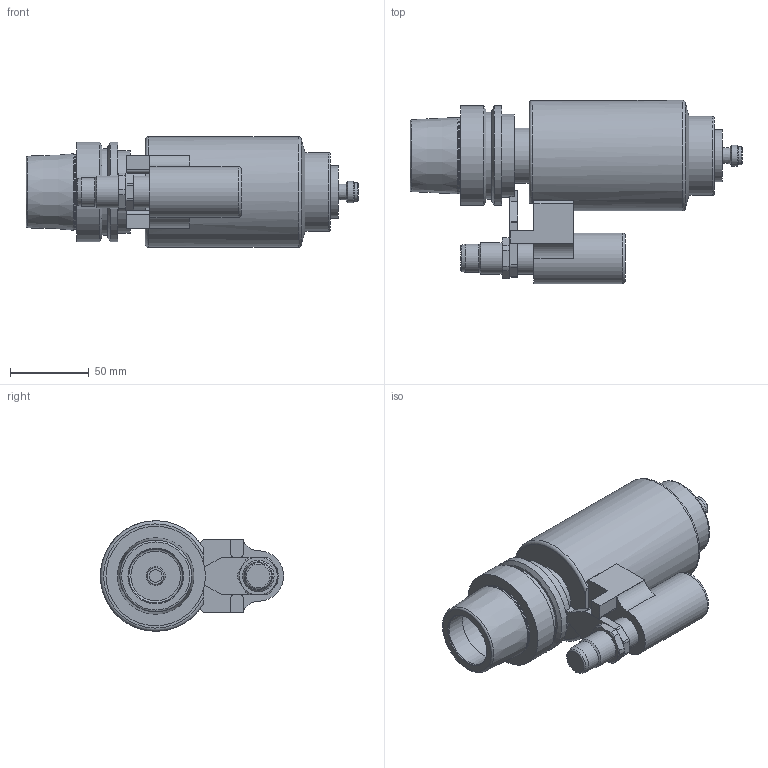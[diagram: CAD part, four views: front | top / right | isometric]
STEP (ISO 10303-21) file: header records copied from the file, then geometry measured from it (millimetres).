
FILE_DESCRIPTION(/* description */ (''),/* implementation_level */ '2;1');
FILE_NAME(/* name */ 'HSK63A-BMA-166.stp',/* time_stamp */ '2022-08-02T16:44:17+09:00',/* author */ ('AIS-12'),/* organization */ (''),/* preprocessor_version */ 'ST-DEVELOPER v17.2',/* originating_system */ 'Autodesk Inventor 2019',/* authorisation */ '');
FILE_SCHEMA (('AUTOMOTIVE_DESIGN { 1 0 10303 214 3 1 1 }'));
Length unit declared in the file: millimetre
Products named in the file (1): HSK63A-BMA-166
Bounding box: 210.31 x 116 x 70 mm (x, y, z)
Volume: 631948.2 mm3; surface area: 71379.8 mm2
Topology: 1 solids, 1 shells, 130 faces, 375 edges, 255 vertices
Faces by surface type: plane 55, cylinder 38, cone 26, torus 11
Full cylindrical faces by diameter (mm): 8 x1, 11.5 x1, 12 x1, 13.4 x1, 18 x1, 20 x2, 32 x1, 33 x1, 34 x1, 34.5 x1, 35 x1, 40 x1, 48 x1, 50 x1, 52.5 x1, 55 x1, 63 x2, 70 x1
Entity records: 4442 total; most frequent: CARTESIAN_POINT 831, DIRECTION 807, ORIENTED_EDGE 750, EDGE_CURVE 375, AXIS2_PLACEMENT_3D 327, VERTEX_POINT 255, CIRCLE 196, LINE 153
